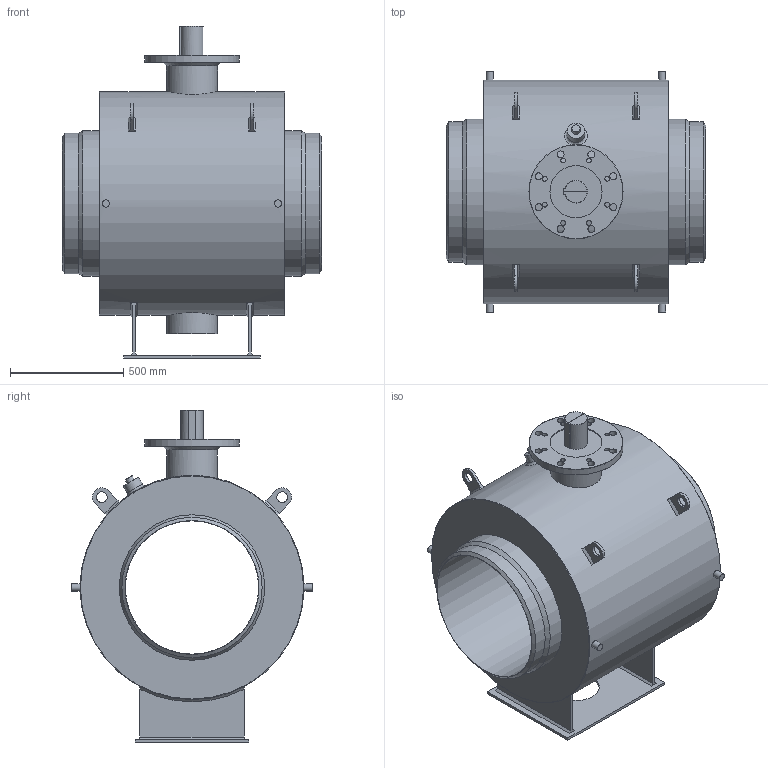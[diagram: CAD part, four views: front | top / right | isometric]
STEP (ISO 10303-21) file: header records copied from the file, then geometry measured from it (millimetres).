
FILE_DESCRIPTION( ( 'Unknown' ), '1' );
FILE_NAME( 'A600WW9_1.stp', 'Unknown', ( 'Unknown' ), ( 'Unknown' ), 'PSStep 14.0', 'Unknown', ' ' );
FILE_SCHEMA( ( 'AUTOMOTIVE_DESIGN { 1 0 10303 214 1 1 1 1 }' ) );
Length unit declared in the file: millimetre
Products named in the file (1): 1
Bounding box: 1143 x 1062 x 1464.5 mm (x, y, z)
Volume: 438279419.4 mm3; surface area: 7656426.1 mm2
Topology: 1 solids, 1 shells, 124 faces, 315 edges, 211 vertices
Faces by surface type: plane 57, cylinder 42, cone 24, bspline 1
Full cylindrical faces by diameter (mm): 21 x8, 31 x8, 32 x4, 36 x1, 48 x4, 78 x1, 100 x1, 205 x1, 225 x2, 230 x1, 415 x1, 588 x1, 619 x2, 642 x2, 988 x1
Entity records: 6853 total; most frequent: CARTESIAN_POINT 3036, DIRECTION 572, ORIENTED_EDGE 492, EDGE_CURVE 246, AXIS2_PLACEMENT_3D 238, EDGE_LOOP 238, VERTEX_POINT 192, FACE_OUTER_BOUND 163
